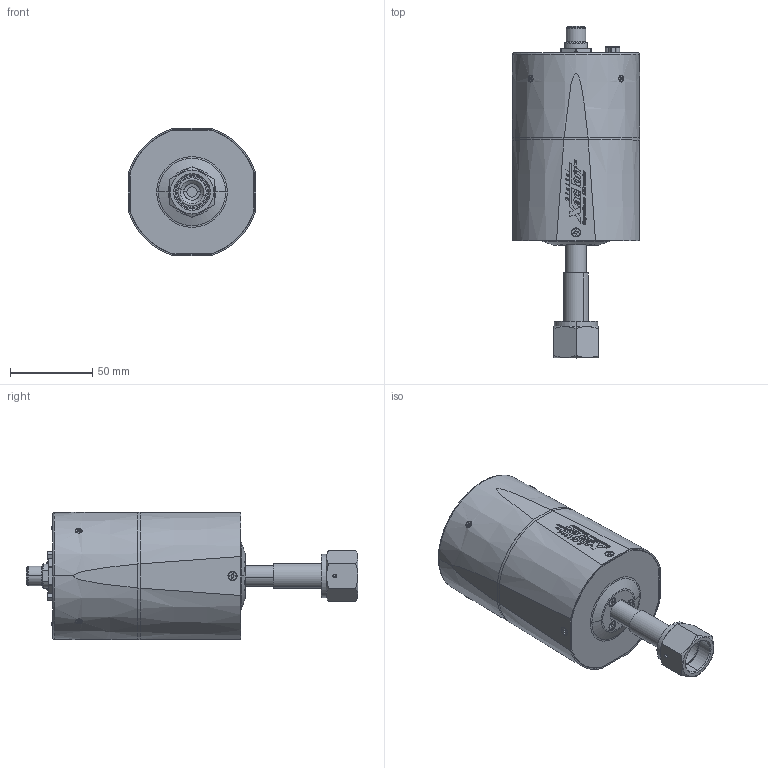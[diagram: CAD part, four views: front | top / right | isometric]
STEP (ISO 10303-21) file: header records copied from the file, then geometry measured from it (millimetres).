
FILE_DESCRIPTION (( 'STEP AP203' ), '1' );
FILE_NAME ('CMX-3-XXX-D-4.STEP', '2020-08-07T12:45:16', ( '' ), ( '' ), 'SwSTEP 2.0', 'SolidWorks 2019', '' );
FILE_SCHEMA (( 'CONFIG_CONTROL_DESIGN' ));
Length unit declared in the file: inch
Products named in the file (2): CMX-3-XXX-D-4
Bounding box: 77.44 x 202.24 x 77.44 mm (x, y, z)
Volume: 82860.3 mm3; surface area: 115079.2 mm2
Topology: 35 solids, 36 shells, 4489 faces, 11943 edges, 7842 vertices
Faces by surface type: plane 2259, bspline 1351, cylinder 543, cone 252, torus 69, sphere 15
Entity records: 169359 total; most frequent: CARTESIAN_POINT 66359, ORIENTED_EDGE 23836, DIRECTION 16608, EDGE_CURVE 11918, VERTEX_POINT 7836, VECTOR 7398, LINE 7398, EDGE_LOOP 4942
